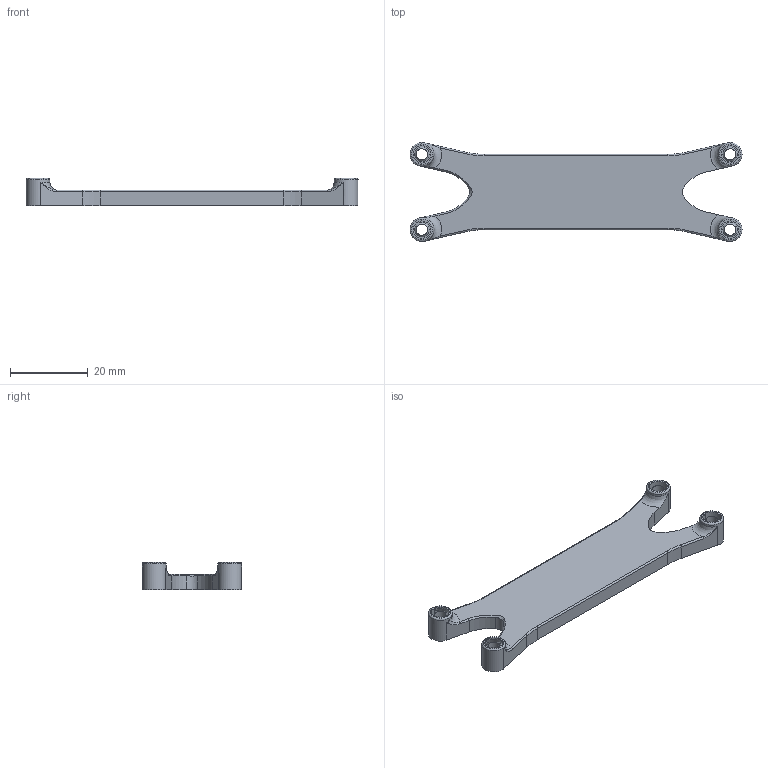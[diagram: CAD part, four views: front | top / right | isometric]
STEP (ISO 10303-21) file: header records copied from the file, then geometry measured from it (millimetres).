
FILE_DESCRIPTION(/* description */ (''),/* implementation_level */ '2;1');
FILE_NAME(/* name */ 'U2C generic mount v3.step',/* time_stamp */ '2022-06-18T09:47:41-05:00',/* author */ (''),/* organization */ (''),/* preprocessor_version */ 'ST-DEVELOPER v18.1',/* originating_system */ 'Autodesk Translation Framework v10.14.0.1471',/* authorisation */ '');
FILE_SCHEMA (('AUTOMOTIVE_DESIGN { 1 0 10303 214 3 1 1 }'));
Length unit declared in the file: millimetre
Products named in the file (2): U2C generic mount; U2C Generic Mount_1
Assembly tree (1 placements, depth 2):
  U2C generic mount
    U2C Generic Mount_1
Bounding box: 85.38 x 25.48 x 7 mm (x, y, z)
Volume: 5968.2 mm3; surface area: 4280.3 mm2
Topology: 1 solids, 1 shells, 73 faces, 187 edges, 112 vertices
Faces by surface type: cylinder 24, plane 18, torus 12, cone 10, bspline 9
Full cylindrical faces by diameter (mm): 2.9 x4, 6.1 x4
Entity records: 2833 total; most frequent: CARTESIAN_POINT 1029, DIRECTION 372, ORIENTED_EDGE 366, EDGE_CURVE 183, AXIS2_PLACEMENT_3D 148, VERTEX_POINT 112, EDGE_LOOP 81, CIRCLE 81
